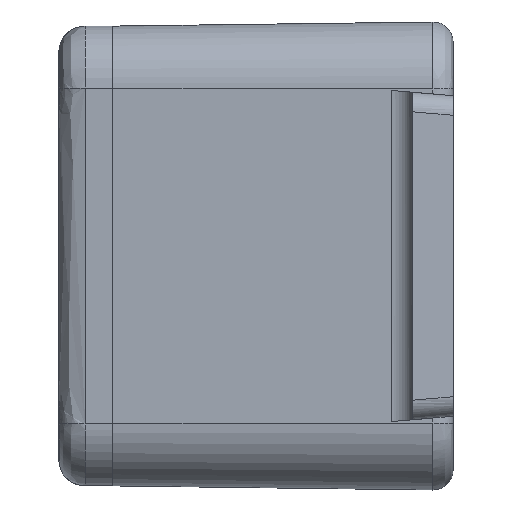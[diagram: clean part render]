
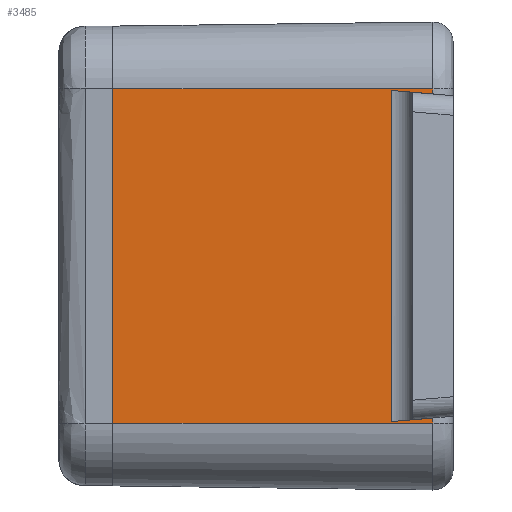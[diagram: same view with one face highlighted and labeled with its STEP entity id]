
A CAD part, left-side view. The second image highlights one B-rep face of the part: STEP entity #3485.
In plain terms, the highlighted planar face has unit normal (-1, 0.013, 0).
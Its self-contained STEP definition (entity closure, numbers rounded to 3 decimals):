
#323 = LINE ( 'NONE', #12737, #6167 ) ;
#590 = EDGE_CURVE ( 'NONE', #3530, #11643, #10622, .T. ) ;
#963 = ORIENTED_EDGE ( 'NONE', *, *, #2808, .T. ) ;
#1180 = DIRECTION ( 'NONE',  ( 0., 0., 1. ) ) ;
#1187 = EDGE_CURVE ( 'NONE', #5296, #7788, #10249, .T. ) ;
#1339 = CARTESIAN_POINT ( 'NONE',  ( -44.772, 4.49, -12.602 ) ) ;
#1490 = VECTOR ( 'NONE', #6075, 1000. ) ;
#2349 = DIRECTION ( 'NONE',  ( 0., 0., -1. ) ) ;
#2420 = EDGE_CURVE ( 'NONE', #5296, #2582, #13269, .T. ) ;
#2582 = VERTEX_POINT ( 'NONE', #13243 ) ;
#2681 = LINE ( 'NONE', #3746, #11345 ) ;
#2687 = DIRECTION ( 'NONE',  ( 0., 0., -1. ) ) ;
#2731 = FACE_OUTER_BOUND ( 'NONE', #3363, .T. ) ;
#2808 = EDGE_CURVE ( 'NONE', #11643, #8989, #6988, .T. ) ;
#3363 = EDGE_LOOP ( 'NONE', ( #5395, #4005, #963, #6763, #13714, #9680, #5837, #7695 ) ) ;
#3485 = ADVANCED_FACE ( 'NONE', ( #2731 ), #6050, .T. ) ;
#3530 = VERTEX_POINT ( 'NONE', #4001 ) ;
#3746 = CARTESIAN_POINT ( 'NONE',  ( -44.812, 1.371, 12.464 ) ) ;
#4001 = CARTESIAN_POINT ( 'NONE',  ( -44.5, 25.721, 12.714 ) ) ;
#4005 = ORIENTED_EDGE ( 'NONE', *, *, #590, .T. ) ;
#4319 = DIRECTION ( 'NONE',  ( 0.013, 0.996, 0.085 ) ) ;
#4920 = LINE ( 'NONE', #1339, #13241 ) ;
#5296 = VERTEX_POINT ( 'NONE', #8425 ) ;
#5395 = ORIENTED_EDGE ( 'NONE', *, *, #12649, .T. ) ;
#5549 = CARTESIAN_POINT ( 'NONE',  ( -44.5, 25.721, 12.714 ) ) ;
#5837 = ORIENTED_EDGE ( 'NONE', *, *, #2420, .F. ) ;
#6050 = PLANE ( 'NONE',  #9383 ) ;
#6075 = DIRECTION ( 'NONE',  ( -0.013, -1., 0. ) ) ;
#6098 = CARTESIAN_POINT ( 'NONE',  ( -44.5, 25.721, -12.714 ) ) ;
#6115 = VECTOR ( 'NONE', #8022, 1000. ) ;
#6167 = VECTOR ( 'NONE', #6241, 1000. ) ;
#6190 = CARTESIAN_POINT ( 'NONE',  ( -44.812, 1.371, 12.714 ) ) ;
#6241 = DIRECTION ( 'NONE',  ( 0., 0., 1. ) ) ;
#6443 = VERTEX_POINT ( 'NONE', #6729 ) ;
#6729 = CARTESIAN_POINT ( 'NONE',  ( -44.812, 1.371, -12.335 ) ) ;
#6763 = ORIENTED_EDGE ( 'NONE', *, *, #8161, .F. ) ;
#6854 = VERTEX_POINT ( 'NONE', #13272 ) ;
#6988 = LINE ( 'NONE', #9392, #1490 ) ;
#7193 = DIRECTION ( 'NONE',  ( -0.013, -1., 0. ) ) ;
#7625 = EDGE_CURVE ( 'NONE', #6854, #6443, #4920, .T. ) ;
#7695 = ORIENTED_EDGE ( 'NONE', *, *, #1187, .T. ) ;
#7761 = VECTOR ( 'NONE', #2349, 1000. ) ;
#7788 = VERTEX_POINT ( 'NONE', #6190 ) ;
#8022 = DIRECTION ( 'NONE',  ( 0.013, 1., 0. ) ) ;
#8161 = EDGE_CURVE ( 'NONE', #6443, #8989, #2681, .T. ) ;
#8425 = CARTESIAN_POINT ( 'NONE',  ( -44.812, 1.371, 12.335 ) ) ;
#8778 = CARTESIAN_POINT ( 'NONE',  ( -44.812, 1.371, -12.714 ) ) ;
#8861 = CARTESIAN_POINT ( 'NONE',  ( -44.812, 1.371, -12.714 ) ) ;
#8975 = LINE ( 'NONE', #5549, #6115 ) ;
#8989 = VERTEX_POINT ( 'NONE', #8861 ) ;
#9383 = AXIS2_PLACEMENT_3D ( 'NONE', #6098, #13694, #7193 ) ;
#9392 = CARTESIAN_POINT ( 'NONE',  ( -44.5, 25.721, -12.714 ) ) ;
#9680 = ORIENTED_EDGE ( 'NONE', *, *, #10174, .T. ) ;
#9716 = CARTESIAN_POINT ( 'NONE',  ( -44.812, 1.371, 12.335 ) ) ;
#9959 = CARTESIAN_POINT ( 'NONE',  ( -44.5, 25.721, -12.714 ) ) ;
#10067 = DIRECTION ( 'NONE',  ( -0.013, -0.996, 0.085 ) ) ;
#10174 = EDGE_CURVE ( 'NONE', #6854, #2582, #323, .T. ) ;
#10249 = LINE ( 'NONE', #8778, #13148 ) ;
#10622 = LINE ( 'NONE', #9959, #7761 ) ;
#11288 = CARTESIAN_POINT ( 'NONE',  ( -44.5, 25.721, -12.714 ) ) ;
#11345 = VECTOR ( 'NONE', #2687, 1000. ) ;
#11643 = VERTEX_POINT ( 'NONE', #11288 ) ;
#12649 = EDGE_CURVE ( 'NONE', #7788, #3530, #8975, .T. ) ;
#12737 = CARTESIAN_POINT ( 'NONE',  ( -44.772, 4.49, -12.714 ) ) ;
#12934 = VECTOR ( 'NONE', #4319, 1000. ) ;
#13148 = VECTOR ( 'NONE', #1180, 1000. ) ;
#13241 = VECTOR ( 'NONE', #10067, 1000. ) ;
#13243 = CARTESIAN_POINT ( 'NONE',  ( -44.772, 4.49, 12.602 ) ) ;
#13269 = LINE ( 'NONE', #9716, #12934 ) ;
#13272 = CARTESIAN_POINT ( 'NONE',  ( -44.772, 4.49, -12.602 ) ) ;
#13694 = DIRECTION ( 'NONE',  ( -1., 0.013, 0. ) ) ;
#13714 = ORIENTED_EDGE ( 'NONE', *, *, #7625, .F. ) ;
